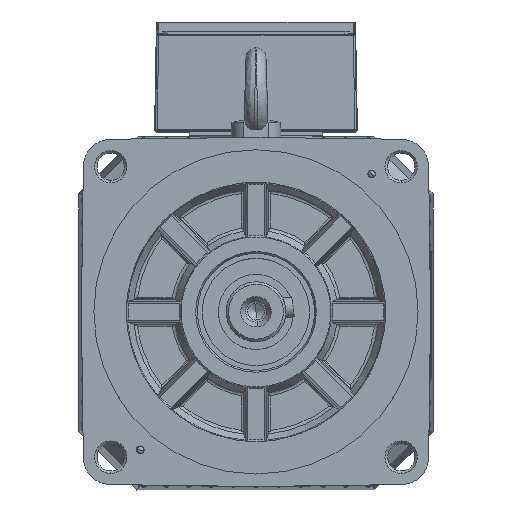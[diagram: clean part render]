
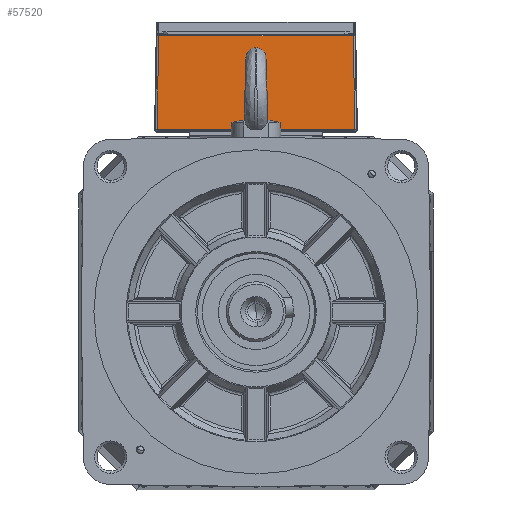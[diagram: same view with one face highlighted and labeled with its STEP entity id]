
A CAD part, top view. The second image highlights one B-rep face of the part: STEP entity #57520.
In plain terms, the highlighted planar face has unit normal (0, 0.018, 1).
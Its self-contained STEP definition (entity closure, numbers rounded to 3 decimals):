
#2020=CARTESIAN_POINT('',(39.009,110.991,35.509));
#2021=VERTEX_POINT('',#2020);
#2037=CARTESIAN_POINT('',(39.663,73.517,36.163));
#2038=VERTEX_POINT('',#2037);
#2039=CARTESIAN_POINT('',(39.009,110.991,35.509));
#2040=DIRECTION('',(0.017,-1.,0.017));
#2041=VECTOR('',#2040,37.485);
#2042=LINE('',#2039,#2041);
#2043=EDGE_CURVE('',#2021,#2038,#2042,.T.);
#56600=CARTESIAN_POINT('',(-39.009,110.991,35.509));
#56601=VERTEX_POINT('',#56600);
#56607=CARTESIAN_POINT('',(-39.009,110.991,35.509));
#56608=CARTESIAN_POINT('',(-38.87,110.991,35.509));
#56609=CARTESIAN_POINT('',(-38.738,110.991,35.509));
#56610=CARTESIAN_POINT('',(-38.398,110.991,35.509));
#56611=CARTESIAN_POINT('',(-38.194,110.991,35.509));
#56612=CARTESIAN_POINT('',(-37.583,110.991,35.509));
#56613=CARTESIAN_POINT('',(-37.177,110.991,35.509));
#56614=CARTESIAN_POINT('',(-35.957,110.991,35.509));
#56615=CARTESIAN_POINT('',(-35.136,110.991,35.509));
#56616=CARTESIAN_POINT('',(-32.66,110.991,35.509));
#56617=CARTESIAN_POINT('',(-31.014,110.991,35.509));
#56618=CARTESIAN_POINT('',(-26.096,110.991,35.509));
#56619=CARTESIAN_POINT('',(-22.816,110.991,35.509));
#56620=CARTESIAN_POINT('',(-16.252,110.991,35.509));
#56621=CARTESIAN_POINT('',(-12.971,110.991,35.509));
#56622=CARTESIAN_POINT('',(-6.409,110.991,35.509));
#56623=CARTESIAN_POINT('',(-3.127,110.991,35.509));
#56624=CARTESIAN_POINT('',(3.435,110.991,35.509));
#56625=CARTESIAN_POINT('',(6.716,110.991,35.509));
#56626=CARTESIAN_POINT('',(13.279,110.991,35.509));
#56627=CARTESIAN_POINT('',(16.559,110.991,35.509));
#56628=CARTESIAN_POINT('',(23.098,110.991,35.509));
#56629=CARTESIAN_POINT('',(26.352,110.991,35.509));
#56630=CARTESIAN_POINT('',(31.232,110.991,35.509));
#56631=CARTESIAN_POINT('',(32.867,110.991,35.509));
#56632=CARTESIAN_POINT('',(35.323,110.991,35.509));
#56633=CARTESIAN_POINT('',(36.136,110.991,35.509));
#56634=CARTESIAN_POINT('',(37.346,110.991,35.509));
#56635=CARTESIAN_POINT('',(37.748,110.991,35.509));
#56636=CARTESIAN_POINT('',(38.355,110.991,35.509));
#56637=CARTESIAN_POINT('',(38.558,110.991,35.509));
#56638=CARTESIAN_POINT('',(38.844,110.991,35.509));
#56639=CARTESIAN_POINT('',(38.926,110.991,35.509));
#56640=CARTESIAN_POINT('',(39.009,110.991,35.509));
#56641=B_SPLINE_CURVE_WITH_KNOTS('',3,(#56607,#56608,#56609,#56610,#56611,#56612,#56613,#56614,#56615,#56616,#56617,#56618,#56619,#56620,#56621,#56622,#56623,#56624,#56625,#56626,#56627,#56628,#56629,#56630,#56631,#56632,#56633,#56634,#56635,#56636,#56637,#56638,#56639,#56640),.UNSPECIFIED.,.F.,.U.,(4,2,2,2,2,2,2,2,2,2,2,2,2,2,2,2,4),(23.312,23.353,23.414,23.537,23.783,24.275,25.26,26.244,27.229,28.213,29.197,30.174,30.662,30.906,31.029,31.09,31.114),.UNSPECIFIED.);
#56642=EDGE_CURVE('',#56601,#2021,#56641,.T.);
#57399=CARTESIAN_POINT('',(-39.663,73.517,36.163));
#57400=VERTEX_POINT('',#57399);
#57401=CARTESIAN_POINT('',(39.663,73.517,36.163));
#57402=DIRECTION('',(-1.0,0.0,0.0));
#57403=VECTOR('',#57402,79.326);
#57404=LINE('',#57401,#57403);
#57405=EDGE_CURVE('',#2038,#57400,#57404,.T.);
#57499=CARTESIAN_POINT('',(-39.663,73.517,36.163));
#57500=DIRECTION('',(0.017,1.,-0.017));
#57501=VECTOR('',#57500,37.485);
#57502=LINE('',#57499,#57501);
#57503=EDGE_CURVE('',#57400,#56601,#57502,.T.);
#57509=CARTESIAN_POINT('',(-40.,111.5,35.5));
#57510=DIRECTION('',(0.,0.017,1.));
#57511=DIRECTION('',(-1.0,0.0,0.0));
#57512=AXIS2_PLACEMENT_3D('',#57509,#57510,#57511);
#57513=PLANE('',#57512);
#57514=ORIENTED_EDGE('',*,*,#56642,.F.);
#57515=ORIENTED_EDGE('',*,*,#57503,.F.);
#57516=ORIENTED_EDGE('',*,*,#57405,.F.);
#57517=ORIENTED_EDGE('',*,*,#2043,.F.);
#57518=EDGE_LOOP('',(#57514,#57515,#57516,#57517));
#57519=FACE_OUTER_BOUND('',#57518,.T.);
#57520=ADVANCED_FACE('',(#57519),#57513,.T.);
